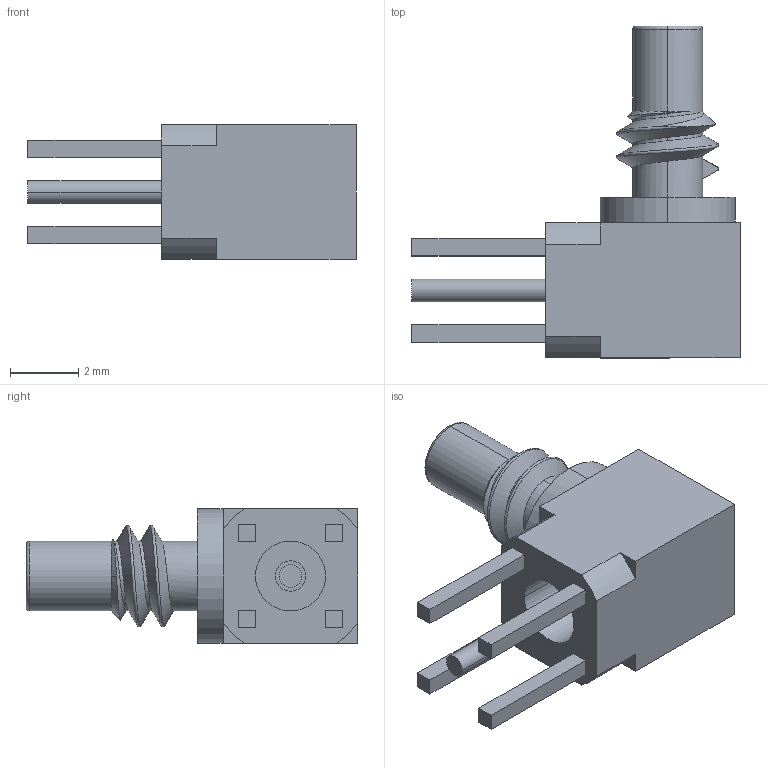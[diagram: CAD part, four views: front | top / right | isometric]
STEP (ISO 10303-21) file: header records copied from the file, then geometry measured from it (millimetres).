
FILE_DESCRIPTION (( 'STEP AP214' ), '1' );
FILE_NAME ('RFPCB-SMC-FR-12G-198_3D.step', '2023-03-17T15:13:12', ( '' ), ( '' ), 'SwSTEP 2.0', 'SolidWorks 2022', '' );
FILE_SCHEMA (( 'AUTOMOTIVE_DESIGN' ));
Length unit declared in the file: millimetre
Products named in the file (1): RFPCB-SMC-FR-12G-198_3D
Bounding box: 9.65 x 9.75 x 3.96 mm (x, y, z)
Volume: 109.4 mm3; surface area: 282.4 mm2
Topology: 2 solids, 2 shells, 73 faces, 174 edges, 115 vertices
Faces by surface type: plane 39, cylinder 25, cone 3, bspline 3, torus 2, sphere 1
Entity records: 2845 total; most frequent: CARTESIAN_POINT 1134, DIRECTION 343, ORIENTED_EDGE 342, EDGE_CURVE 171, AXIS2_PLACEMENT_3D 120, VERTEX_POINT 113, LINE 103, VECTOR 103
